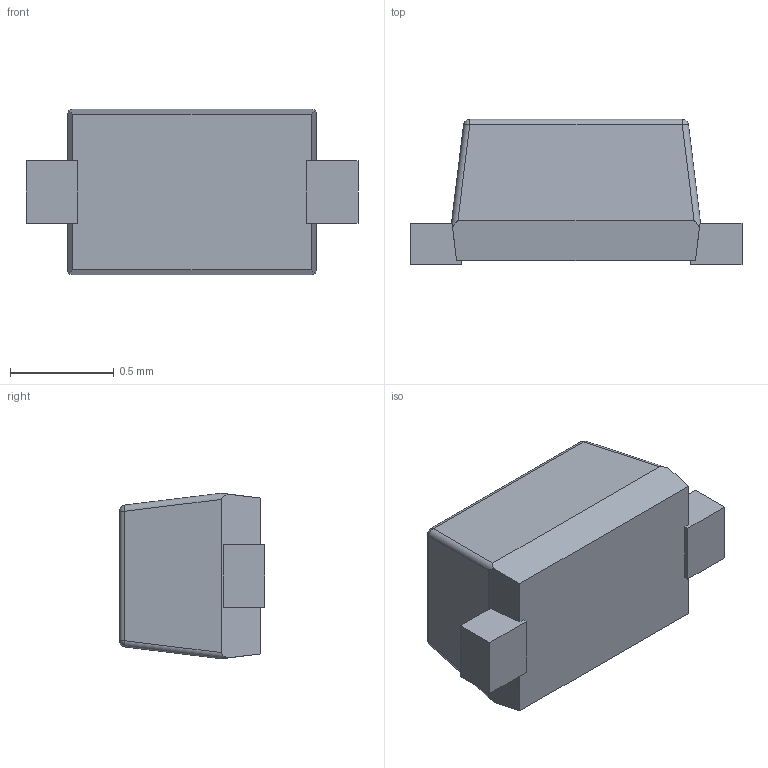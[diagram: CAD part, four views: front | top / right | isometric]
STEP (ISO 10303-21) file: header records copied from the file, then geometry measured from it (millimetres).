
FILE_DESCRIPTION (( 'STEP AP214' ), '1' );
FILE_NAME ('User Library-SOD523-1.STEP', '2015-08-27T16:43:40', ( 'Windows User' ), ( '' ), 'SwSTEP 2.0', 'SolidWorks 2015', '' );
FILE_SCHEMA (( 'AUTOMOTIVE_DESIGN' ));
Length unit declared in the file: millimetre
Products named in the file (1): User Library-SOD523-1
Bounding box: 1.6 x 0.7 x 0.8 mm (x, y, z)
Surface area: 4.6 mm2 (no closed solid volume)
Topology: 0 solids, 2 shells, 79 faces, 185 edges, 114 vertices
Faces by surface type: plane 51, bspline 20, cylinder 8
Entity records: 5027 total; most frequent: CARTESIAN_POINT 2482, ORIENTED_EDGE 364, DIRECTION 277, EDGE_CURVE 185, LINE 133, VECTOR 133, VERTEX_POINT 114, EDGE_LOOP 86
